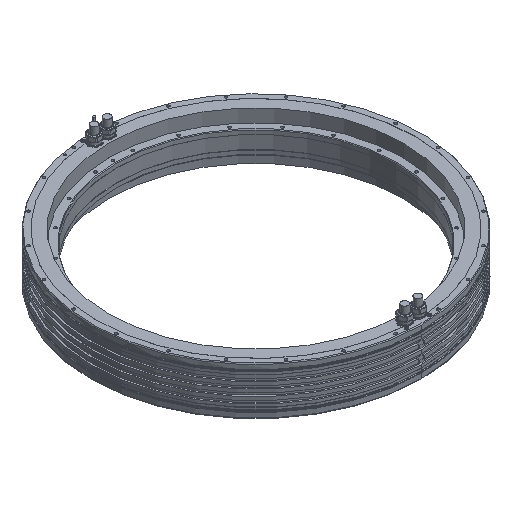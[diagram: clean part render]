
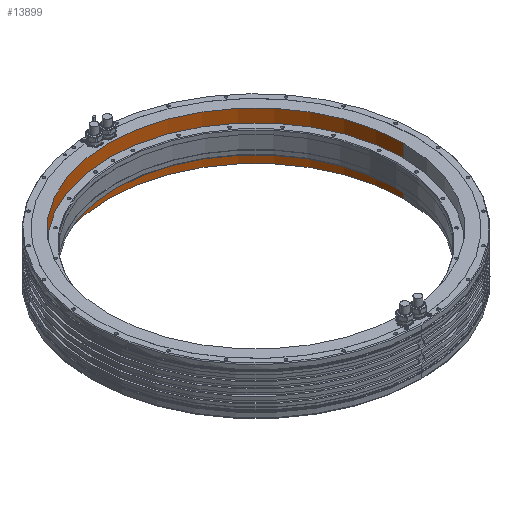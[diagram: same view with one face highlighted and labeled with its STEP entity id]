
A CAD part, isometric view. The second image highlights one B-rep face of the part: STEP entity #13899.
In plain terms, the highlighted cylindrical face has radius 459.425 mm (diameter 918.85 mm), a partial arc.
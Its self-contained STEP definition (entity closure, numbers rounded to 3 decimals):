
#2533=DIRECTION('',(0.,0.,-1.));
#2534=VECTOR('',#2533,149.7);
#2535=CARTESIAN_POINT('',(459.425,0.,-0.15));
#2536=LINE('',#2535,#2534);
#2542=CARTESIAN_POINT('',(0.,0.,-149.85));
#2543=DIRECTION('',(0.,0.,1.));
#2544=DIRECTION('',(1.,0.,0.));
#2545=AXIS2_PLACEMENT_3D('',#2542,#2543,#2544);
#2547=DIRECTION('',(0.,0.,-1.));
#2548=VECTOR('',#2547,149.7);
#2549=CARTESIAN_POINT('',(-459.425,0.,-0.15));
#2550=LINE('',#2549,#2548);
#2551=CARTESIAN_POINT('',(0.,0.,-0.15));
#2552=DIRECTION('',(0.,0.,1.));
#2553=DIRECTION('',(1.,0.,0.));
#2554=AXIS2_PLACEMENT_3D('',#2551,#2552,#2553);
#7818=CARTESIAN_POINT('',(-459.425,0.,-0.15));
#7819=CARTESIAN_POINT('',(459.425,0.,-0.15));
#7820=VERTEX_POINT('',#7818);
#7821=VERTEX_POINT('',#7819);
#7822=CARTESIAN_POINT('',(-459.425,0.,-149.85));
#7823=CARTESIAN_POINT('',(459.425,0.,-149.85));
#7824=VERTEX_POINT('',#7822);
#7825=VERTEX_POINT('',#7823);
#13887=CARTESIAN_POINT('',(0.,0.,0.));
#13888=DIRECTION('',(0.,0.,1.));
#13889=DIRECTION('',(1.,0.,0.));
#13890=AXIS2_PLACEMENT_3D('',#13887,#13888,#13889);
#13891=CYLINDRICAL_SURFACE('',#13890,459.425);
#13892=ORIENTED_EDGE('',*,*,#13853,.T.);
#13893=ORIENTED_EDGE('',*,*,#13875,.F.);
#13895=ORIENTED_EDGE('',*,*,#13894,.F.);
#13896=ORIENTED_EDGE('',*,*,#13871,.T.);
#13897=EDGE_LOOP('',(#13892,#13893,#13895,#13896));
#13898=FACE_OUTER_BOUND('',#13897,.F.);
#13899=ADVANCED_FACE('',(#13898),#13891,.F.);
#2546=CIRCLE('',#2545,459.425);
#2555=CIRCLE('',#2554,459.425);
#13853=EDGE_CURVE('',#7825,#7824,#2546,.T.);
#13871=EDGE_CURVE('',#7821,#7825,#2536,.T.);
#13875=EDGE_CURVE('',#7820,#7824,#2550,.T.);
#13894=EDGE_CURVE('',#7821,#7820,#2555,.T.);
